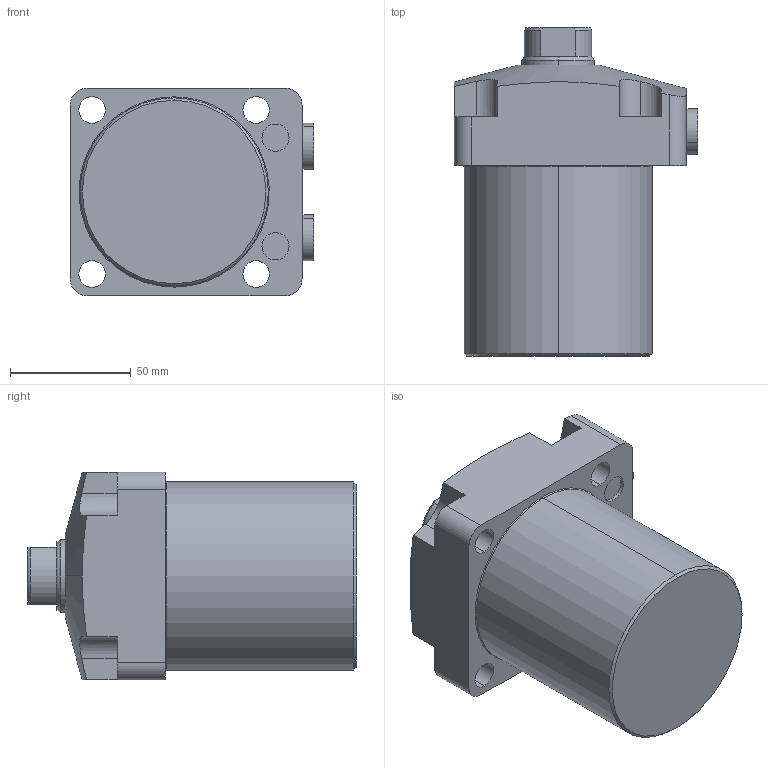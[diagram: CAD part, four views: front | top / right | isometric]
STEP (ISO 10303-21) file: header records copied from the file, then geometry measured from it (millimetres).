
FILE_DESCRIPTION (( 'STEP AP203' ), '1' );
FILE_NAME ('CNA16-50T.STEP', '2019-09-21T08:24:54', ( '微软用户' ), ( '微软中国' ), 'SwSTEP 2.0', 'SolidWorks 2012', '' );
FILE_SCHEMA (( 'CONFIG_CONTROL_DESIGN' ));
Length unit declared in the file: millimetre
Products named in the file (4): CNA16-50T_PLUG; CNA16-50T_ROD; CNA16-50T_BODY; CNA16-50T
Assembly tree (4 placements, depth 2):
  CNA16-50T
    CNA16-50T_BODY
    CNA16-50T_ROD
    CNA16-50T_PLUG  x2
Bounding box: 100.8 x 136 x 86 mm (x, y, z)
Volume: 657823.5 mm3; surface area: 68687.1 mm2
Topology: 4 solids, 4 shells, 138 faces, 319 edges, 203 vertices
Faces by surface type: cylinder 57, plane 55, cone 24, bspline 2
Entity records: 4197 total; most frequent: CARTESIAN_POINT 1005, DIRECTION 603, ORIENTED_EDGE 550, EDGE_CURVE 275, AXIS2_PLACEMENT_3D 238, VERTEX_POINT 177, EDGE_LOOP 140, LINE 127
